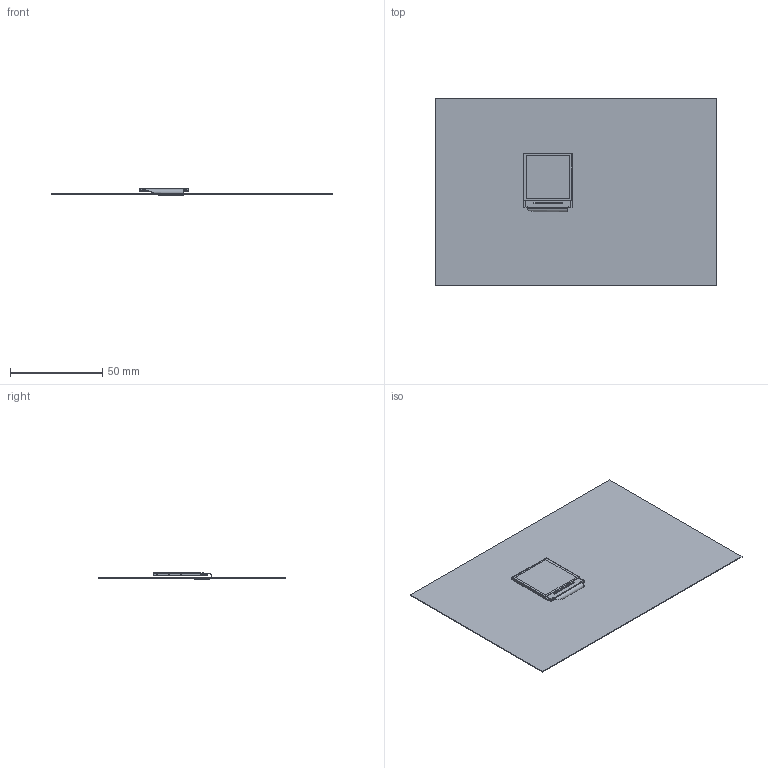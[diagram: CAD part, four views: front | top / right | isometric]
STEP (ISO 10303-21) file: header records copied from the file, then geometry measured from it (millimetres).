
FILE_DESCRIPTION(('Open CASCADE Model'),'2;1');
FILE_NAME('Open CASCADE Shape Model','2023-07-26T08:46:58',('Author'),( 'Open CASCADE'),'Open CASCADE STEP processor 6.8','Open CASCADE 6.8' ,'Unknown');
FILE_SCHEMA(('AUTOMOTIVE_DESIGN { 1 0 10303 214 1 1 1 1 }'));
Length unit declared in the file: millimetre
Products named in the file (5): PCB; Board; Designator2; tft; 1.3_TFT_IPS_-_Flush_Reverse_Mount
Assembly tree (4 placements, depth 4):
  PCB
    Board
    Designator2
      tft
        1.3_TFT_IPS_-_Flush_Reverse_Mount
Bounding box: 152.4 x 101.6 x 3.45 mm (x, y, z)
Volume: 7485.3 mm3; surface area: 33526.6 mm2
Topology: 2 solids, 22 shells, 642 faces, 1705 edges, 1108 vertices
Faces by surface type: plane 518, bspline 76, cylinder 48
Entity records: 25802 total; most frequent: CARTESIAN_POINT 6780, ORIENTED_EDGE 3410, DIRECTION 2902, EDGE_CURVE 1705, LINE 1346, VECTOR 1346, VERTEX_POINT 1108, AXIS2_PLACEMENT_3D 778
